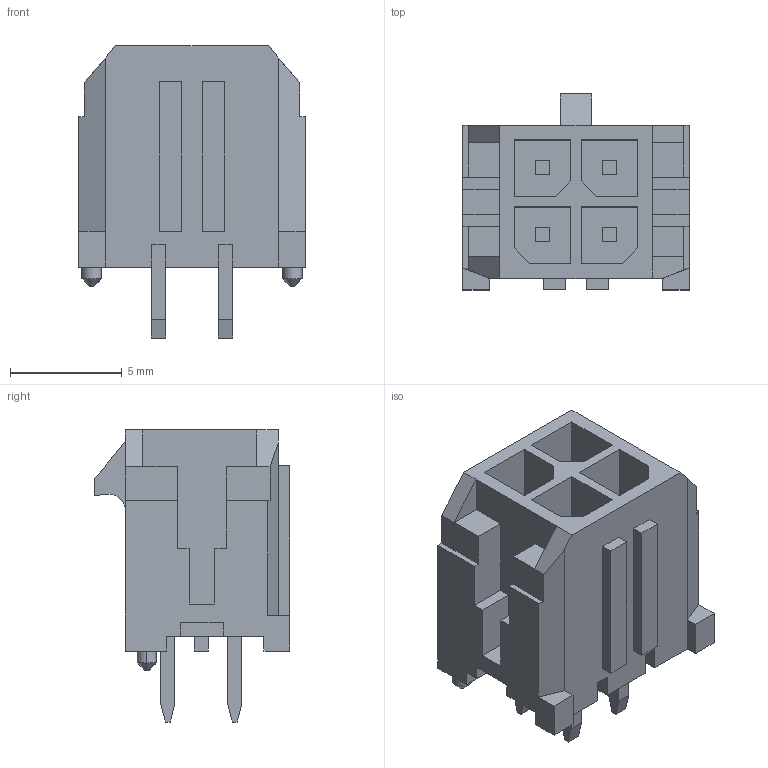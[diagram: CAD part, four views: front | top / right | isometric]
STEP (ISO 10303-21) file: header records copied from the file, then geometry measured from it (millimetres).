
FILE_DESCRIPTION((''),'2;1');
FILE_NAME('MOLEX_MICROFIT4P_VERTICAL_3DMOD','2022-03-14T15:33:05',('watag'),(''),'CREO PARAMETRIC BY PTC INC, 2020281','CREO PARAMETRIC BY PTC INC, 2020281','');
FILE_SCHEMA(('AUTOMOTIVE_DESIGN { 1 0 10303 214 1 1 1 1 }'));
Length unit declared in the file: millimetre
Products named in the file (1): MOLEX_MICROFIT4P_VERTICAL_3DMOD
Bounding box: 10.15 x 8.77 x 13.09 mm (x, y, z)
Volume: 436.9 mm3; surface area: 897 mm2
Topology: 1 solids, 1 shells, 217 faces, 602 edges, 400 vertices
Faces by surface type: plane 208, cylinder 5, cone 4
Entity records: 8386 total; most frequent: CARTESIAN_POINT 1221, ORIENTED_EDGE 1204, DIRECTION 1060, EDGE_CURVE 602, VECTOR 578, LINE 578, VERTEX_POINT 400, AXIS2_PLACEMENT_3D 241
